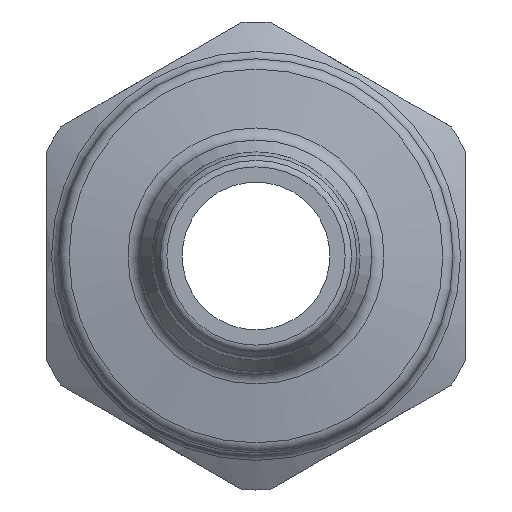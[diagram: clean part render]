
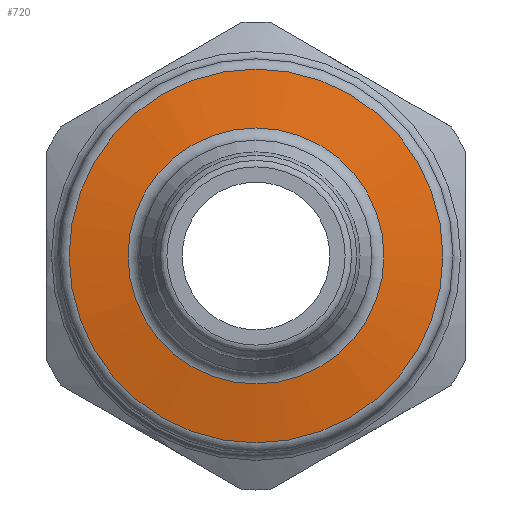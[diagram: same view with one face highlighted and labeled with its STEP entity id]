
A CAD part, left-side view. The second image highlights one B-rep face of the part: STEP entity #720.
In plain terms, the highlighted conical face has half-angle 80 degrees and reference radius 6.143 mm.
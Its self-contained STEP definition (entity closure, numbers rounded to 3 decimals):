
#99=FACE_OUTER_BOUND('',#146,.T.);
#146=EDGE_LOOP('',(#576,#577,#578,#579));
#179=LINE('',#1319,#208);
#208=VECTOR('',#1060,6.143);
#256=CIRCLE('',#860,5.196);
#259=CIRCLE('',#864,7.587);
#319=VERTEX_POINT('',#1312);
#321=VERTEX_POINT('',#1318);
#406=EDGE_CURVE('',#319,#319,#256,.T.);
#409=EDGE_CURVE('',#319,#321,#179,.T.);
#410=EDGE_CURVE('',#321,#321,#259,.T.);
#576=ORIENTED_EDGE('',*,*,#406,.F.);
#577=ORIENTED_EDGE('',*,*,#409,.T.);
#578=ORIENTED_EDGE('',*,*,#410,.T.);
#579=ORIENTED_EDGE('',*,*,#409,.F.);
#638=CONICAL_SURFACE('',#863,6.143,1.396);
#720=ADVANCED_FACE('',(#99),#638,.T.);
#860=AXIS2_PLACEMENT_3D('',#1313,#1052,#1053);
#863=AXIS2_PLACEMENT_3D('',#1317,#1058,#1059);
#864=AXIS2_PLACEMENT_3D('',#1320,#1061,#1062);
#1052=DIRECTION('center_axis',(-1.,0.,0.));
#1053=DIRECTION('ref_axis',(0.,0.,-1.));
#1058=DIRECTION('center_axis',(1.,0.,0.));
#1059=DIRECTION('ref_axis',(0.,0.,1.));
#1060=DIRECTION('',(0.174,0.,-0.985));
#1061=DIRECTION('center_axis',(-1.,0.,0.));
#1062=DIRECTION('ref_axis',(0.,0.,1.));
#1312=CARTESIAN_POINT('',(17.887,0.,-5.196));
#1313=CARTESIAN_POINT('Origin',(17.887,0.,0.));
#1317=CARTESIAN_POINT('Origin',(18.055,0.,0.));
#1318=CARTESIAN_POINT('',(18.309,0.,-7.587));
#1319=CARTESIAN_POINT('',(18.055,0.,-6.143));
#1320=CARTESIAN_POINT('Origin',(18.309,0.,0.));
